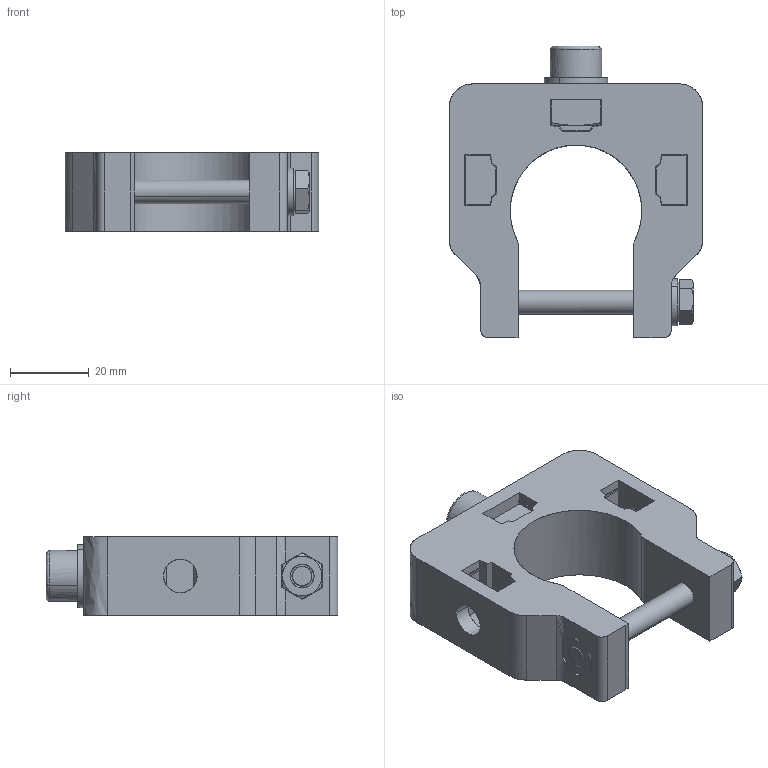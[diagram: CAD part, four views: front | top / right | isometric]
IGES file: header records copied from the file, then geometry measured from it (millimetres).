
Start section: SolidWorks IGES file using analytic representation for surfaces
Global section: file name: COBRA 024320 - ABRAÇADEIRA FIXAÇÃO TUBO Ø33.IGS; native system: SolidWorks 2019; preprocessor: SolidWorks 2019; author: matheuss; date: 191120.141505; units: millimetre
Bounding box: 64.3 x 73.92 x 20 mm (x, y, z)
Surface area: 17519.3 mm2 (no closed solid volume)
Topology: 0 solids, 0 shells, 311 faces, 3146 edges, 3144 vertices
Faces by surface type: bspline 290, revolution 21
